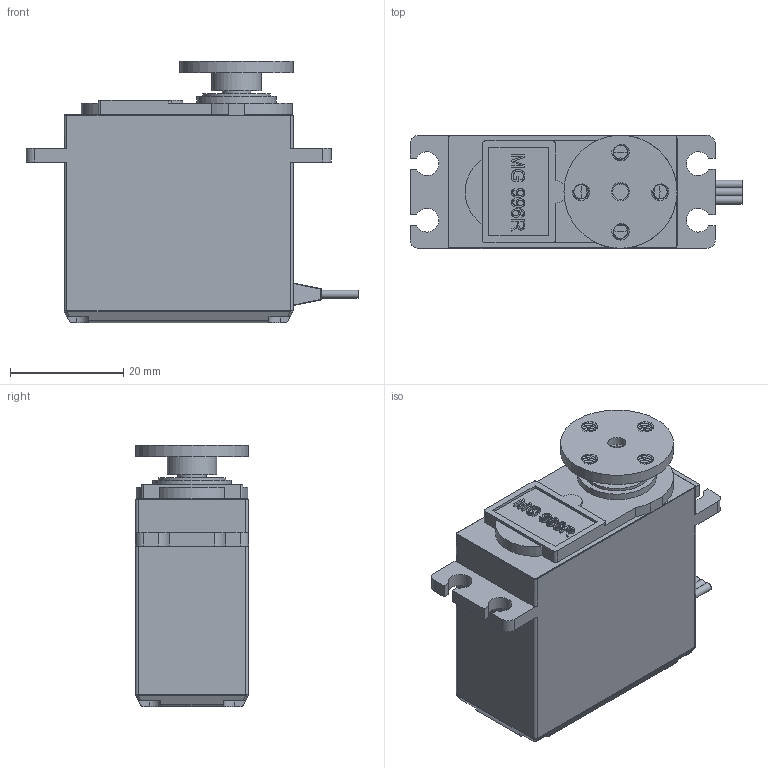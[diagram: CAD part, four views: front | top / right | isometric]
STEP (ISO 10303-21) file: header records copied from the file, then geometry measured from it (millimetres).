
FILE_DESCRIPTION(/* description */ (''),/* implementation_level */ '2;1');
FILE_NAME(/* name */ 'MG996 v1 v12.step',/* time_stamp */ '2017-09-22T13:39:13+08:00',/* author */ (''),/* organization */ (''),/* preprocessor_version */ 'ST-DEVELOPER v16.13',/* originating_system */ 'Autodesk Translation Framework v6.1.1.50',/* authorisation */ '');
FILE_SCHEMA (('AUTOMOTIVE_DESIGN { 1 0 10303 214 3 1 1 }'));
Length unit declared in the file: millimetre
Products named in the file (4): MG996 v1 v12; servo body; TowerPro-MG995_pulley v1; servo dise v1
Assembly tree (3 placements, depth 2):
  MG996 v1 v12
    servo body
    TowerPro-MG995_pulley v1
    servo dise v1
Bounding box: 58.75 x 20 x 46.2 mm (x, y, z)
Volume: 32549.8 mm3; surface area: 8844.2 mm2
Topology: 4 solids, 6 shells, 513 faces, 1408 edges, 927 vertices
Faces by surface type: plane 233, bspline 142, cylinder 128, sphere 8, cone 2
Full cylindrical faces by diameter (mm): 1.4 x2, 2.8 x1, 3.2 x1, 5 x2, 8.8 x1, 12 x1, 14 x1, 20 x1
Entity records: 32834 total; most frequent: CARTESIAN_POINT 20512, ORIENTED_EDGE 2792, DIRECTION 2101, EDGE_CURVE 1394, VERTEX_POINT 923, LINE 813, VECTOR 813, AXIS2_PLACEMENT_3D 644
